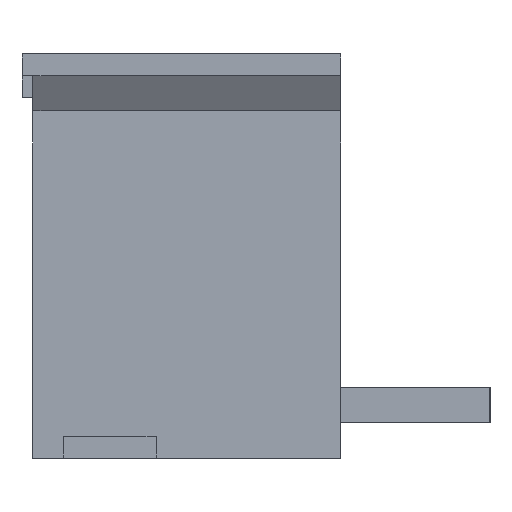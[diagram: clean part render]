
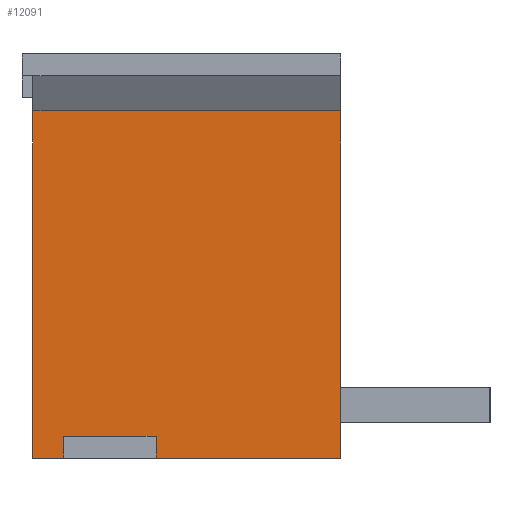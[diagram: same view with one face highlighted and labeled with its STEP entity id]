
A CAD part, left-side view. The second image highlights one B-rep face of the part: STEP entity #12091.
In plain terms, the highlighted planar face has unit normal (-1, 0, 0).
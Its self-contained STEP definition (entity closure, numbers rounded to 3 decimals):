
#144=DIRECTION('',(0.,0.,-1.));
#145=VECTOR('',#144,7.9);
#146=CARTESIAN_POINT('',(-14.5,4.,-1.3));
#147=LINE('',#146,#145);
#522=DIRECTION('',(0.,-1.,0.));
#523=VECTOR('',#522,0.7);
#524=CARTESIAN_POINT('',(-14.5,4.,-9.2));
#525=LINE('',#524,#523);
#538=DIRECTION('',(0.,-1.,0.));
#539=VECTOR('',#538,4.2);
#540=CARTESIAN_POINT('',(-14.5,1.2,-9.2));
#541=LINE('',#540,#539);
#2016=DIRECTION('',(0.,1.,0.));
#2017=VECTOR('',#2016,2.1);
#2018=CARTESIAN_POINT('',(-14.5,1.2,-8.7));
#2019=LINE('',#2018,#2017);
#2020=DIRECTION('',(0.,0.,1.));
#2021=VECTOR('',#2020,0.5);
#2022=CARTESIAN_POINT('',(-14.5,3.3,-9.2));
#2023=LINE('',#2022,#2021);
#2024=DIRECTION('',(0.,-1.,0.));
#2025=VECTOR('',#2024,7.);
#2026=CARTESIAN_POINT('',(-14.5,4.,-1.3));
#2027=LINE('',#2026,#2025);
#2028=DIRECTION('',(0.,0.,1.));
#2029=VECTOR('',#2028,0.5);
#2030=CARTESIAN_POINT('',(-14.5,1.2,-9.2));
#2031=LINE('',#2030,#2029);
#2260=DIRECTION('',(0.,0.,-1.));
#2261=VECTOR('',#2260,7.9);
#2262=CARTESIAN_POINT('',(-14.5,-3.,-1.3));
#2263=LINE('',#2262,#2261);
#7598=CARTESIAN_POINT('',(-14.5,4.,-1.3));
#7599=CARTESIAN_POINT('',(-14.5,4.,-9.2));
#7600=VERTEX_POINT('',#7598);
#7601=VERTEX_POINT('',#7599);
#7610=CARTESIAN_POINT('',(-14.5,-3.,-1.3));
#7611=VERTEX_POINT('',#7610);
#7612=CARTESIAN_POINT('',(-14.5,-3.,-9.2));
#7613=VERTEX_POINT('',#7612);
#7766=CARTESIAN_POINT('',(-14.5,1.2,-8.7));
#7767=CARTESIAN_POINT('',(-14.5,3.3,-8.7));
#7768=VERTEX_POINT('',#7766);
#7769=VERTEX_POINT('',#7767);
#7770=CARTESIAN_POINT('',(-14.5,3.3,-9.2));
#7771=VERTEX_POINT('',#7770);
#7772=CARTESIAN_POINT('',(-14.5,1.2,-9.2));
#7773=VERTEX_POINT('',#7772);
#12071=CARTESIAN_POINT('',(-14.5,4.,-1.3));
#12072=DIRECTION('',(-1.,0.,0.));
#12073=DIRECTION('',(0.,0.,-1.));
#12074=AXIS2_PLACEMENT_3D('',#12071,#12072,#12073);
#12075=PLANE('',#12074);
#12077=ORIENTED_EDGE('',*,*,#12076,.T.);
#12079=ORIENTED_EDGE('',*,*,#12078,.F.);
#12080=ORIENTED_EDGE('',*,*,#9856,.F.);
#12081=ORIENTED_EDGE('',*,*,#9645,.F.);
#12083=ORIENTED_EDGE('',*,*,#12082,.T.);
#12085=ORIENTED_EDGE('',*,*,#12084,.T.);
#12086=ORIENTED_EDGE('',*,*,#9864,.F.);
#12088=ORIENTED_EDGE('',*,*,#12087,.T.);
#12089=EDGE_LOOP('',(#12077,#12079,#12080,#12081,#12083,#12085,#12086,#12088));
#12090=FACE_OUTER_BOUND('',#12089,.F.);
#12091=ADVANCED_FACE('',(#12090),#12075,.T.);
#9645=EDGE_CURVE('',#7600,#7601,#147,.T.);
#9856=EDGE_CURVE('',#7601,#7771,#525,.T.);
#9864=EDGE_CURVE('',#7773,#7613,#541,.T.);
#12076=EDGE_CURVE('',#7768,#7769,#2019,.T.);
#12078=EDGE_CURVE('',#7771,#7769,#2023,.T.);
#12082=EDGE_CURVE('',#7600,#7611,#2027,.T.);
#12084=EDGE_CURVE('',#7611,#7613,#2263,.T.);
#12087=EDGE_CURVE('',#7773,#7768,#2031,.T.);
